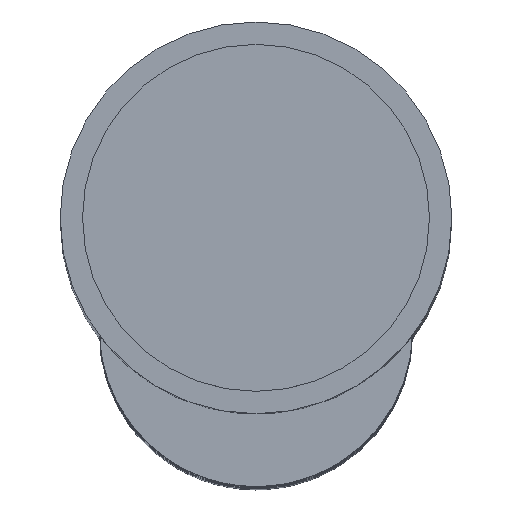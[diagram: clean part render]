
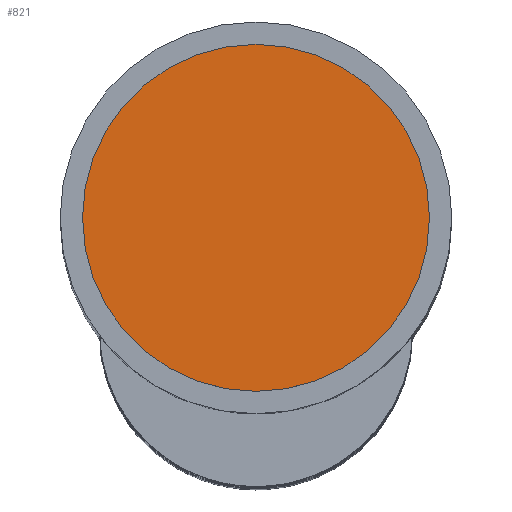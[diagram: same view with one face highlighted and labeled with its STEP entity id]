
A CAD part, top view. The second image highlights one B-rep face of the part: STEP entity #821.
In plain terms, the highlighted planar face has unit normal (0, 0, 1).
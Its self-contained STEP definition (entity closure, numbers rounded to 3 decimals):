
#786 = VERTEX_POINT('',#787);
#787 = CARTESIAN_POINT('',(15.5,0.,202.));
#793 = EDGE_CURVE('',#786,#786,#794,.T.);
#794 = CIRCLE('',#795,15.5);
#795 = AXIS2_PLACEMENT_3D('',#796,#797,#798);
#796 = CARTESIAN_POINT('',(0.,0.,202.));
#797 = DIRECTION('',(0.,0.,1.));
#798 = DIRECTION('',(1.,0.,-0.));
#821 = ADVANCED_FACE('',(#822),#825,.T.);
#822 = FACE_BOUND('',#823,.F.);
#823 = EDGE_LOOP('',(#824));
#824 = ORIENTED_EDGE('',*,*,#793,.F.);
#825 = PLANE('',#826);
#826 = AXIS2_PLACEMENT_3D('',#827,#828,#829);
#827 = CARTESIAN_POINT('',(0.,0.,202.));
#828 = DIRECTION('',(0.,0.,1.));
#829 = DIRECTION('',(1.,0.,-0.));
